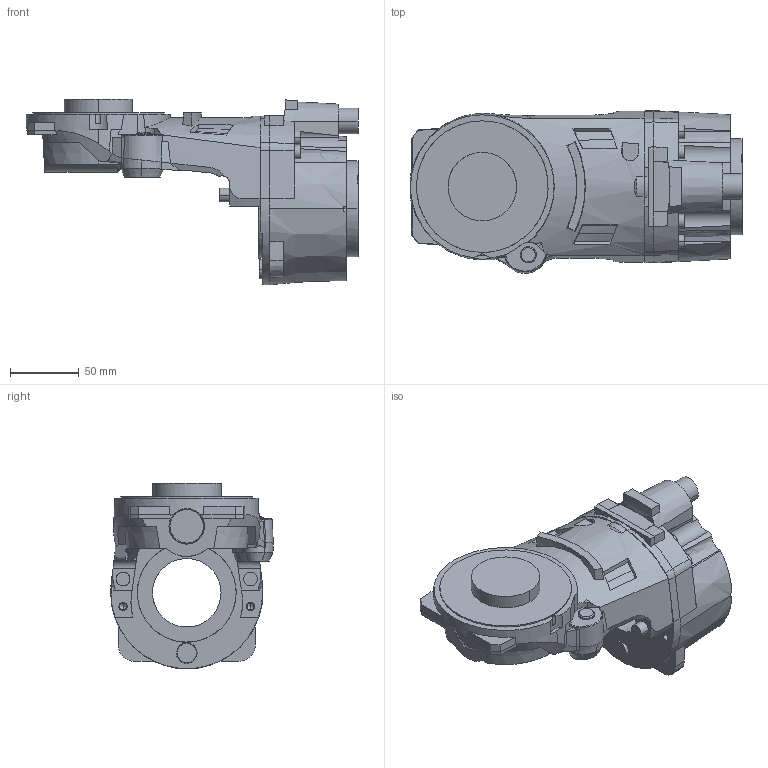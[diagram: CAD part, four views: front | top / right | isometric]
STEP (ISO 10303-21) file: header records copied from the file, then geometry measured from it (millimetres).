
FILE_DESCRIPTION (( 'STEP AP203' ), '1' );
FILE_NAME ('WMIRB2600ID_8kg-200_LINK5_CAD_rev02_Default_sldprt.STEP', '2023-05-22T09:02:38', ( '' ), ( '' ), 'SwSTEP 2.0', 'SolidWorks 2022', '' );
FILE_SCHEMA (( 'CONFIG_CONTROL_DESIGN' ));
Length unit declared in the file: millimetre
Products named in the file (1): WMIRB2600ID_8kg-200_LINK5_CAD_rev02_Default_sldprt
Bounding box: 242.26 x 118.77 x 135.56 mm (x, y, z)
Volume: 1042164.1 mm3; surface area: 128554.4 mm2
Topology: 1 solids, 1 shells, 424 faces, 1163 edges, 765 vertices
Faces by surface type: plane 178, bspline 107, cylinder 76, cone 63
Entity records: 30211 total; most frequent: CARTESIAN_POINT 21309, ORIENTED_EDGE 2318, EDGE_CURVE 1159, DIRECTION 1073, VERTEX_POINT 765, B_SPLINE_CURVE_WITH_KNOTS 727, EDGE_LOOP 454, FACE_OUTER_BOUND 424
